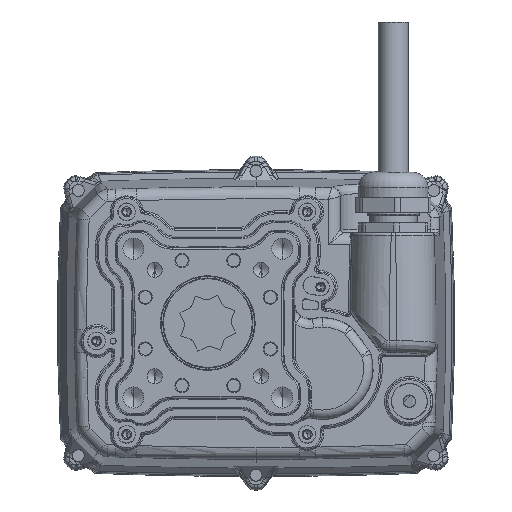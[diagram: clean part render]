
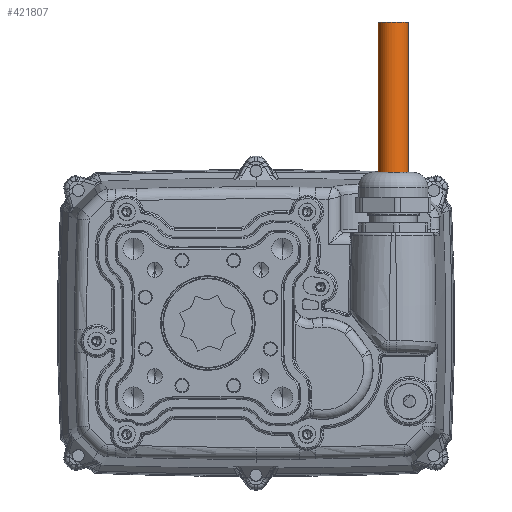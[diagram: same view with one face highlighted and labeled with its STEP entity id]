
A CAD part, front view. The second image highlights one B-rep face of the part: STEP entity #421807.
In plain terms, the highlighted cylindrical face has radius 5 mm (diameter 10 mm), a partial arc.
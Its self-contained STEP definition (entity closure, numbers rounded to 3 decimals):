
#414894 = VERTEX_POINT('',#414895);
#414895 = CARTESIAN_POINT('',(0.,-50.,5.));
#414896 = VERTEX_POINT('',#414897);
#414897 = CARTESIAN_POINT('',(0.,-50.,-5.));
#414905 = CYLINDRICAL_SURFACE('',#414906,5.);
#414906 = AXIS2_PLACEMENT_3D('',#414907,#414908,#414909);
#414907 = CARTESIAN_POINT('',(0.,-50.,0.));
#414908 = DIRECTION('',(0.,1.,0.));
#414909 = DIRECTION('',(0.,-0.,1.));
#414917 = PLANE('',#414918);
#414918 = AXIS2_PLACEMENT_3D('',#414919,#414920,#414921);
#414919 = CARTESIAN_POINT('',(0.,-50.,0.));
#414920 = DIRECTION('',(0.,1.,0.));
#414921 = DIRECTION('',(0.,-0.,1.));
#414929 = EDGE_CURVE('',#414896,#414930,#414932,.T.);
#414930 = VERTEX_POINT('',#414931);
#414931 = CARTESIAN_POINT('',(0.,0.,-5.));
#414932 = SURFACE_CURVE('',#414933,(#414937,#414944),.PCURVE_S1.);
#414933 = LINE('',#414934,#414935);
#414934 = CARTESIAN_POINT('',(0.,-50.,-5.));
#414935 = VECTOR('',#414936,1.);
#414936 = DIRECTION('',(0.,1.,0.));
#414937 = PCURVE('',#414905,#414938);
#414938 = DEFINITIONAL_REPRESENTATION('',(#414939),#414943);
#414939 = LINE('',#414940,#414941);
#414940 = CARTESIAN_POINT('',(3.142,0.));
#414941 = VECTOR('',#414942,1.);
#414942 = DIRECTION('',(0.,1.));
#414943 = ( GEOMETRIC_REPRESENTATION_CONTEXT(2) 
PARAMETRIC_REPRESENTATION_CONTEXT() REPRESENTATION_CONTEXT('2D SPACE',''
  ) );
#414944 = PCURVE('',#414945,#414950);
#414945 = CYLINDRICAL_SURFACE('',#414946,5.);
#414946 = AXIS2_PLACEMENT_3D('',#414947,#414948,#414949);
#414947 = CARTESIAN_POINT('',(0.,-50.,0.));
#414948 = DIRECTION('',(0.,1.,0.));
#414949 = DIRECTION('',(0.,-0.,1.));
#414950 = DEFINITIONAL_REPRESENTATION('',(#414951),#414955);
#414951 = LINE('',#414952,#414953);
#414952 = CARTESIAN_POINT('',(3.142,0.));
#414953 = VECTOR('',#414954,1.);
#414954 = DIRECTION('',(0.,1.));
#414955 = ( GEOMETRIC_REPRESENTATION_CONTEXT(2) 
PARAMETRIC_REPRESENTATION_CONTEXT() REPRESENTATION_CONTEXT('2D SPACE',''
  ) );
#414958 = VERTEX_POINT('',#414959);
#414959 = CARTESIAN_POINT('',(0.,0.,5.));
#414974 = PLANE('',#414975);
#414975 = AXIS2_PLACEMENT_3D('',#414976,#414977,#414978);
#414976 = CARTESIAN_POINT('',(-6.928,0.,-12.));
#414977 = DIRECTION('',(0.,-1.,0.));
#414978 = DIRECTION('',(0.,-0.,-1.));
#414986 = EDGE_CURVE('',#414894,#414958,#414987,.T.);
#414987 = SURFACE_CURVE('',#414988,(#414992,#414999),.PCURVE_S1.);
#414988 = LINE('',#414989,#414990);
#414989 = CARTESIAN_POINT('',(0.,-50.,5.));
#414990 = VECTOR('',#414991,1.);
#414991 = DIRECTION('',(0.,1.,0.));
#414992 = PCURVE('',#414905,#414993);
#414993 = DEFINITIONAL_REPRESENTATION('',(#414994),#414998);
#414994 = LINE('',#414995,#414996);
#414995 = CARTESIAN_POINT('',(0.,0.));
#414996 = VECTOR('',#414997,1.);
#414997 = DIRECTION('',(0.,1.));
#414998 = ( GEOMETRIC_REPRESENTATION_CONTEXT(2) 
PARAMETRIC_REPRESENTATION_CONTEXT() REPRESENTATION_CONTEXT('2D SPACE',''
  ) );
#414999 = PCURVE('',#414945,#415000);
#415000 = DEFINITIONAL_REPRESENTATION('',(#415001),#415005);
#415001 = LINE('',#415002,#415003);
#415002 = CARTESIAN_POINT('',(6.283,0.));
#415003 = VECTOR('',#415004,1.);
#415004 = DIRECTION('',(0.,1.));
#415005 = ( GEOMETRIC_REPRESENTATION_CONTEXT(2) 
PARAMETRIC_REPRESENTATION_CONTEXT() REPRESENTATION_CONTEXT('2D SPACE',''
  ) );
#420374 = EDGE_CURVE('',#414958,#414930,#420375,.T.);
#420375 = SURFACE_CURVE('',#420376,(#420381,#420388),.PCURVE_S1.);
#420376 = CIRCLE('',#420377,5.);
#420377 = AXIS2_PLACEMENT_3D('',#420378,#420379,#420380);
#420378 = CARTESIAN_POINT('',(0.,0.,0.));
#420379 = DIRECTION('',(0.,-1.,0.));
#420380 = DIRECTION('',(0.,0.,-1.));
#420381 = PCURVE('',#414974,#420382);
#420382 = DEFINITIONAL_REPRESENTATION('',(#420383),#420387);
#420383 = CIRCLE('',#420384,5.);
#420384 = AXIS2_PLACEMENT_2D('',#420385,#420386);
#420385 = CARTESIAN_POINT('',(-12.,6.928));
#420386 = DIRECTION('',(1.,0.));
#420387 = ( GEOMETRIC_REPRESENTATION_CONTEXT(2) 
PARAMETRIC_REPRESENTATION_CONTEXT() REPRESENTATION_CONTEXT('2D SPACE',''
  ) );
#420388 = PCURVE('',#414945,#420389);
#420389 = DEFINITIONAL_REPRESENTATION('',(#420390),#420394);
#420390 = LINE('',#420391,#420392);
#420391 = CARTESIAN_POINT('',(9.425,50.));
#420392 = VECTOR('',#420393,1.);
#420393 = DIRECTION('',(-1.,0.));
#420394 = ( GEOMETRIC_REPRESENTATION_CONTEXT(2) 
PARAMETRIC_REPRESENTATION_CONTEXT() REPRESENTATION_CONTEXT('2D SPACE',''
  ) );
#421807 = ADVANCED_FACE('',(#421808),#414945,.T.);
#421808 = FACE_BOUND('',#421809,.T.);
#421809 = EDGE_LOOP('',(#421810,#421811,#421833,#421834));
#421810 = ORIENTED_EDGE('',*,*,#414929,.F.);
#421811 = ORIENTED_EDGE('',*,*,#421812,.T.);
#421812 = EDGE_CURVE('',#414896,#414894,#421813,.T.);
#421813 = SURFACE_CURVE('',#421814,(#421819,#421826),.PCURVE_S1.);
#421814 = CIRCLE('',#421815,5.);
#421815 = AXIS2_PLACEMENT_3D('',#421816,#421817,#421818);
#421816 = CARTESIAN_POINT('',(0.,-50.,0.));
#421817 = DIRECTION('',(0.,1.,0.));
#421818 = DIRECTION('',(0.,-0.,1.));
#421819 = PCURVE('',#414945,#421820);
#421820 = DEFINITIONAL_REPRESENTATION('',(#421821),#421825);
#421821 = LINE('',#421822,#421823);
#421822 = CARTESIAN_POINT('',(0.,0.));
#421823 = VECTOR('',#421824,1.);
#421824 = DIRECTION('',(1.,0.));
#421825 = ( GEOMETRIC_REPRESENTATION_CONTEXT(2) 
PARAMETRIC_REPRESENTATION_CONTEXT() REPRESENTATION_CONTEXT('2D SPACE',''
  ) );
#421826 = PCURVE('',#414917,#421827);
#421827 = DEFINITIONAL_REPRESENTATION('',(#421828),#421832);
#421828 = CIRCLE('',#421829,5.);
#421829 = AXIS2_PLACEMENT_2D('',#421830,#421831);
#421830 = CARTESIAN_POINT('',(0.,0.));
#421831 = DIRECTION('',(1.,0.));
#421832 = ( GEOMETRIC_REPRESENTATION_CONTEXT(2) 
PARAMETRIC_REPRESENTATION_CONTEXT() REPRESENTATION_CONTEXT('2D SPACE',''
  ) );
#421833 = ORIENTED_EDGE('',*,*,#414986,.T.);
#421834 = ORIENTED_EDGE('',*,*,#420374,.T.);
